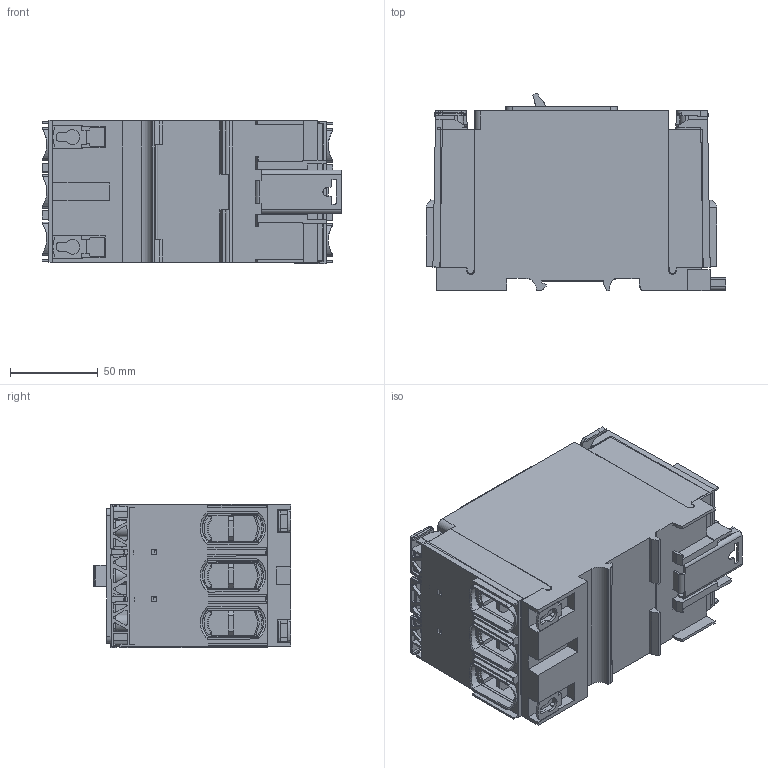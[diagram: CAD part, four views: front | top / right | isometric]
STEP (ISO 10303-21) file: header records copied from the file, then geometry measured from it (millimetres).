
FILE_DESCRIPTION((''),'2;1');
FILE_NAME('SB111564_3D-SIMPLIFIED_ASM','2016-12-15T',('dlavaud'),(''),'PRO/ENGINEER BY PARAMETRIC TECHNOLOGY CORPORATION, 2009280','PRO/ENGINEER BY PARAMETRIC TECHNOLOGY CORPORATION, 2009280','');
FILE_SCHEMA(('AUTOMOTIVE_DESIGN { 1 0 10303 214 1 1 1 1 }'));
Length unit declared in the file: millimetre
Products named in the file (59): PRT0002; MANIFOLD_SOLID_BREP_7643_AF0; MANIFOLD_SOLID_BREP_7933; MANIFOLD_SOLID_BREP_8223; MANIFOLD_SOLID_BREP_8513; CORPS_3_ASM_ASM; PLAQUE_1; MANIFOLD_SOLID_BREP_9437; MANIFOLD_SOLID_BREP_9925; VIS_1_ASM_ASM; MANIFOLD_SOLID_BREP_13309; MANIFOLD_SOLID_BREP_13529; MANIFOLD_SOLID_BREP_13753; MANIFOLD_SOLID_BREP_13973; MANIFOLD_SOLID_BREP_14197; MANIFOLD_SOLID_BREP_14417; MANIFOLD_SOLID_BREP_14641; ELEMENT_1_ASM_ASM; MANIFOLD_SOLID_BREP_15009; MANIFOLD_SOLID_BREP_15305; MANIFOLD_SOLID_BREP_15601; MANIFOLD_SOLID_BREP_15897; MANIFOLD_SOLID_BREP_16193; MANIFOLD_SOLID_BREP_16489; VIS2_1_ASM_ASM; MANETTE_2; MANIFOLD_SOLID_BREP_3326; MANIFOLD_SOLID_BREP_3546; MANIFOLD_SOLID_BREP_3770; MANIFOLD_SOLID_BREP_3990; MANIFOLD_SOLID_BREP_4214; MANIFOLD_SOLID_BREP_4434; MANIFOLD_SOLID_BREP_4658; ELEMENT_1_ASM_ASM_ASM; ELEMENT_ASM_ASM_ASM; ELEMENT2; MANIFOLD_SOLID_BREP_25339; MANIFOLD_SOLID_BREP_26613; ACCROCHE_ASM_ASM; SIMPLIFIED_ASM_4_ASM_ASM ...
Assembly tree (58 placements, depth 11):
  SB111564_3D-SIMPLIFIED_ASM
    SIMP_ASM
      PRT0002
      ASM0001_ASM
        SB111564_3D-SIMPLIFIED_ASM_ASM
          SIMP_ASM_ASM
            SB111568_3D-SIMPLIFIED_ASM_ASM
              SB111568_3D-SIMPLIFIED_ASM_5_AS_ASM
                SIMPLIFIED_ASM_4_ASM_ASM
                  CORPS_3_ASM_ASM
                  PLAQUE_1
                  VIS_1_ASM_ASM
                  ELEMENT_1_ASM_ASM
                  VIS2_1_ASM_ASM
                  MANETTE_2
                  ELEMENT_ASM_ASM_ASM
                  ELEMENT2
                  ACCROCHE_ASM_ASM
      GV4G66_3D-SIMPLIFIED_ASM
        GV4G66_3D-SIMPLIFIED_ASM_3_ASM
          SIMPLIFIED_ASM_3_ASM
            CORP_01_3
            PLAQUE_HAUT_2
            CORP_001_1
      ASM0002_ASM
        ASM0003_ASM
          ASM0004_ASM
            PRT0003
            PRT0004
            PRT0005
Bounding box: 170.89 x 112.68 x 81.8 mm (x, y, z)
Volume: 1178603 mm3; surface area: 195397.2 mm2
Topology: 37 solids, 37 shells, 1687 faces, 4795 edges, 3246 vertices
Faces by surface type: plane 1282, cylinder 326, extrusion 79
Entity records: 60444 total; most frequent: CARTESIAN_POINT 13559, ORIENTED_EDGE 9590, DIRECTION 8624, EDGE_CURVE 4795, VECTOR 3728, LINE 3649, VERTEX_POINT 3246, AXIS2_PLACEMENT_3D 2448
